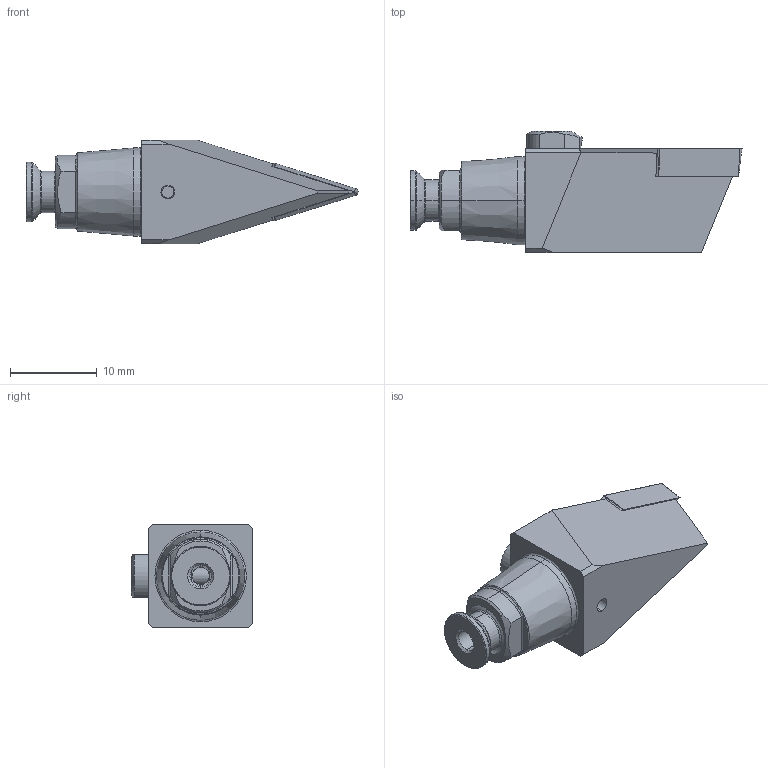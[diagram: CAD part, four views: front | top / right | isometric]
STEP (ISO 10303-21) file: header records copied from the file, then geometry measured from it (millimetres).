
FILE_DESCRIPTION (( 'STEP AP203' ), '1' );
FILE_NAME ('LW3.SVVCN.0025.11.STEP', '2024-08-26T13:45:33', ( '' ), ( '' ), 'SwSTEP 2.0', 'SolidWorks 2022', '' );
FILE_SCHEMA (( 'CONFIG_CONTROL_DESIGN' ));
Length unit declared in the file: millimetre
Products named in the file (7): VCGT110304; LW3.SVVCN.0025.11; ISO 14581 - M2x12; LWX-ER1.007.002; LW3-KVA.NVA.025_A; LW3-U00.ER1.000_B; WCA-ER2.001.006_A
Assembly tree (6 placements, depth 2):
  LW3.SVVCN.0025.11
    LW3-KVA.NVA.025_A
    LW3-U00.ER1.000_B
    LWX-ER1.007.002
    ISO 14581 - M2x12
    VCGT110304
    WCA-ER2.001.006_A
Bounding box: 38.38 x 14 x 12 mm (x, y, z)
Volume: 2591.7 mm3; surface area: 2437.7 mm2
Topology: 6 solids, 6 shells, 254 faces, 625 edges, 380 vertices
Faces by surface type: cylinder 78, plane 70, cone 67, torus 25, bspline 12, sphere 2
Entity records: 8626 total; most frequent: CARTESIAN_POINT 1979, DIRECTION 1277, ORIENTED_EDGE 1238, EDGE_CURVE 619, AXIS2_PLACEMENT_3D 516, VERTEX_POINT 380, EDGE_LOOP 267, CIRCLE 265
